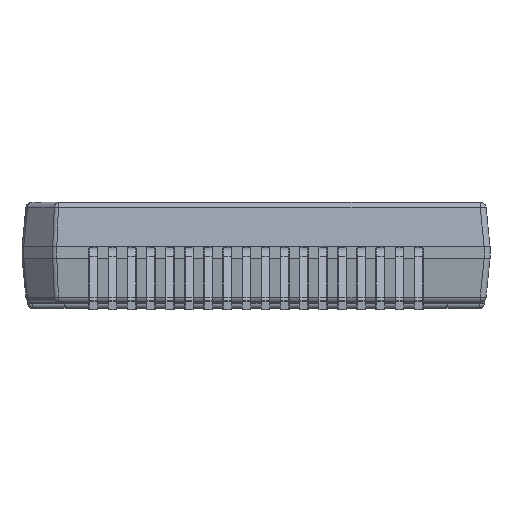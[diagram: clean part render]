
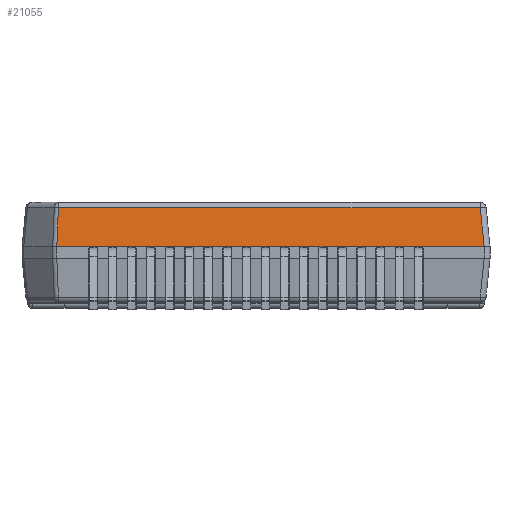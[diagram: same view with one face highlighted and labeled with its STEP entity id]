
A CAD part, left-side view. The second image highlights one B-rep face of the part: STEP entity #21055.
In plain terms, the highlighted planar face has unit normal (-0.995, 0, 0.1).
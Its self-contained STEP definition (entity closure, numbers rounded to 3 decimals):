
#2308 = VECTOR ( 'NONE', #69581, 1000. ) ;
#5359 = EDGE_CURVE ( 'NONE', #94798, #12278, #70055, .T. ) ;
#11977 = CARTESIAN_POINT ( 'NONE',  ( -5.368, -7.619, 3.22 ) ) ;
#12258 = EDGE_CURVE ( 'NONE', #25270, #84290, #67341, .T. ) ;
#12278 = VERTEX_POINT ( 'NONE', #16214 ) ;
#16214 = CARTESIAN_POINT ( 'NONE',  ( -5.5, 6.768, 1.9 ) ) ;
#16509 = EDGE_LOOP ( 'NONE', ( #38545, #93156, #93361, #26062, #42235, #90496 ) ) ;
#16784 = CARTESIAN_POINT ( 'NONE',  ( -5.5, -7.75, 1.9 ) ) ;
#18408 = DIRECTION ( 'NONE',  ( 0., 1., 0. ) ) ;
#20270 = LINE ( 'NONE', #79678, #75908 ) ;
#21055 = ADVANCED_FACE ( 'NONE', ( #52760 ), #89223, .T. ) ;
#25139 = VERTEX_POINT ( 'NONE', #57090 ) ;
#25270 = VERTEX_POINT ( 'NONE', #79412 ) ;
#26062 = ORIENTED_EDGE ( 'NONE', *, *, #32231, .F. ) ;
#26070 = DIRECTION ( 'NONE',  ( 0., 1., 0. ) ) ;
#27384 = AXIS2_PLACEMENT_3D ( 'NONE', #33546, #56932, #18408 ) ;
#31341 = DIRECTION ( 'NONE',  ( 0., 1., 0. ) ) ;
#32231 = EDGE_CURVE ( 'NONE', #45392, #25139, #93744, .T. ) ;
#33546 = CARTESIAN_POINT ( 'NONE',  ( -5.35, 0., 3.4 ) ) ;
#34311 =( BOUNDED_CURVE ( )  B_SPLINE_CURVE ( 3, ( #92740, #16784, #84959, #47975 ),
 .UNSPECIFIED., .F., .F. ) 
 B_SPLINE_CURVE_WITH_KNOTS ( ( 4, 4 ),
 ( 0., 0.005 ),
 .UNSPECIFIED. ) 
 CURVE ( )  GEOMETRIC_REPRESENTATION_ITEM ( )  RATIONAL_B_SPLINE_CURVE ( ( 1., 1., 1., 1. ) ) 
 REPRESENTATION_ITEM ( '' )  );
#37250 = CARTESIAN_POINT ( 'NONE',  ( -5.5, 6.85, 1.9 ) ) ;
#38545 = ORIENTED_EDGE ( 'NONE', *, *, #64222, .T. ) ;
#41871 = CARTESIAN_POINT ( 'NONE',  ( -5.323, 6.694, 3.675 ) ) ;
#42235 = ORIENTED_EDGE ( 'NONE', *, *, #58986, .T. ) ;
#45392 = VERTEX_POINT ( 'NONE', #71104 ) ;
#45580 = VECTOR ( 'NONE', #31341, 1000. ) ;
#47975 = CARTESIAN_POINT ( 'NONE',  ( -5.5, -7.751, 1.9 ) ) ;
#49431 = CARTESIAN_POINT ( 'NONE',  ( -5.5, 6.85, 1.9 ) ) ;
#52760 = FACE_OUTER_BOUND ( 'NONE', #16509, .T. ) ;
#56932 = DIRECTION ( 'NONE',  ( -0.995, 0., 0.1 ) ) ;
#57090 = CARTESIAN_POINT ( 'NONE',  ( -5.5, 6.767, 1.9 ) ) ;
#57848 = DIRECTION ( 'NONE',  ( 0., 1., 0. ) ) ;
#58986 = EDGE_CURVE ( 'NONE', #45392, #25270, #34311, .T. ) ;
#64222 = EDGE_CURVE ( 'NONE', #84290, #94798, #20270, .T. ) ;
#64857 = VECTOR ( 'NONE', #26070, 1000. ) ;
#66435 = LINE ( 'NONE', #37250, #45580 ) ;
#67341 = LINE ( 'NONE', #89283, #86255 ) ;
#69581 = DIRECTION ( 'NONE',  ( -0.099, 0.041, -0.994 ) ) ;
#70055 = LINE ( 'NONE', #41871, #2308 ) ;
#71104 = CARTESIAN_POINT ( 'NONE',  ( -5.5, -7.75, 1.9 ) ) ;
#73756 = EDGE_CURVE ( 'NONE', #25139, #12278, #66435, .T. ) ;
#75908 = VECTOR ( 'NONE', #57848, 1000. ) ;
#79138 = CARTESIAN_POINT ( 'NONE',  ( -5.368, 6.713, 3.22 ) ) ;
#79412 = CARTESIAN_POINT ( 'NONE',  ( -5.5, -7.751, 1.9 ) ) ;
#79678 = CARTESIAN_POINT ( 'NONE',  ( -5.368, 0., 3.22 ) ) ;
#82487 = DIRECTION ( 'NONE',  ( 0.099, 0.099, 0.99 ) ) ;
#84290 = VERTEX_POINT ( 'NONE', #11977 ) ;
#84959 = CARTESIAN_POINT ( 'NONE',  ( -5.5, -7.751, 1.9 ) ) ;
#86255 = VECTOR ( 'NONE', #82487, 1000. ) ;
#89223 = PLANE ( 'NONE',  #27384 ) ;
#89283 = CARTESIAN_POINT ( 'NONE',  ( -5.275, -7.526, 4.145 ) ) ;
#90496 = ORIENTED_EDGE ( 'NONE', *, *, #12258, .T. ) ;
#92740 = CARTESIAN_POINT ( 'NONE',  ( -5.5, -7.75, 1.9 ) ) ;
#93156 = ORIENTED_EDGE ( 'NONE', *, *, #5359, .T. ) ;
#93361 = ORIENTED_EDGE ( 'NONE', *, *, #73756, .F. ) ;
#93744 = LINE ( 'NONE', #49431, #64857 ) ;
#94798 = VERTEX_POINT ( 'NONE', #79138 ) ;
